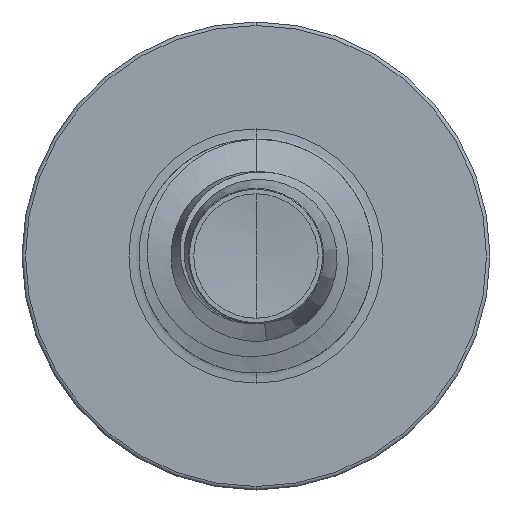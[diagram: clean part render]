
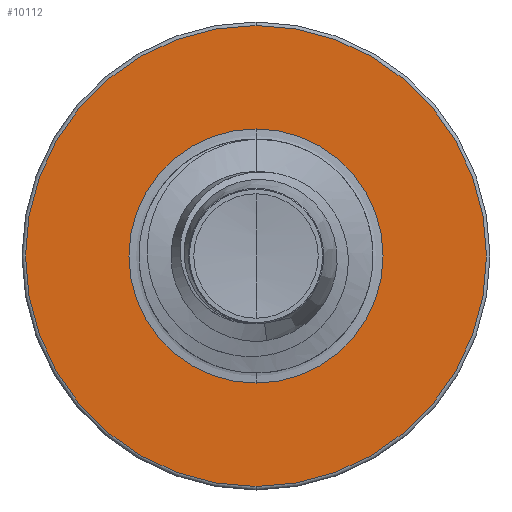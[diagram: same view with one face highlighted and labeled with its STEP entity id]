
A CAD part, front view. The second image highlights one B-rep face of the part: STEP entity #10112.
In plain terms, the highlighted planar face has unit normal (0, -1, 0).
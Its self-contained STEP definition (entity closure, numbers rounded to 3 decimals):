
#120 = DIRECTION ( 'NONE',  ( 0., 1., 0. ) ) ;
#121 = DIRECTION ( 'NONE',  ( 0., 0., 1. ) ) ;
#146 = DIRECTION ( 'NONE',  ( 0., 1., 0. ) ) ;
#153 = CARTESIAN_POINT ( 'NONE',  ( 0., 4., 0. ) ) ;
#219 = DIRECTION ( 'NONE',  ( 0., 0., 1. ) ) ;
#421 = CARTESIAN_POINT ( 'NONE',  ( 0., 4., 1.97 ) ) ;
#692 = CARTESIAN_POINT ( 'NONE',  ( 0., 4., 0. ) ) ;
#892 = FACE_OUTER_BOUND ( 'NONE', #8657, .T. ) ;
#899 = CARTESIAN_POINT ( 'NONE',  ( 0., 4., -1.086 ) ) ;
#967 = DIRECTION ( 'NONE',  ( 0., 0., 1. ) ) ;
#989 = DIRECTION ( 'NONE',  ( 0., 1., 0. ) ) ;
#1069 = CARTESIAN_POINT ( 'NONE',  ( 0., 4., -1.086 ) ) ;
#2145 = EDGE_CURVE ( 'NONE', #13106, #3813, #11790, .T. ) ;
#2243 = AXIS2_PLACEMENT_3D ( 'NONE', #2766, #10846, #4193 ) ;
#2565 = AXIS2_PLACEMENT_3D ( 'NONE', #692, #120, #219 ) ;
#2766 = CARTESIAN_POINT ( 'NONE',  ( 0., 4., 0. ) ) ;
#3137 = EDGE_CURVE ( 'NONE', #11812, #3802, #13049, .T. ) ;
#3764 = EDGE_CURVE ( 'NONE', #3802, #11812, #8369, .T. ) ;
#3802 = VERTEX_POINT ( 'NONE', #899 ) ;
#3813 = VERTEX_POINT ( 'NONE', #421 ) ;
#4193 = DIRECTION ( 'NONE',  ( 0., 0., 1. ) ) ;
#6475 = DIRECTION ( 'NONE',  ( 0., 0., 1. ) ) ;
#6512 = DIRECTION ( 'NONE',  ( 0., 1., 0. ) ) ;
#6524 = ORIENTED_EDGE ( 'NONE', *, *, #13157, .F. ) ;
#6534 = CARTESIAN_POINT ( 'NONE',  ( 0., 4., 0. ) ) ;
#6902 = ORIENTED_EDGE ( 'NONE', *, *, #3764, .T. ) ;
#7859 = AXIS2_PLACEMENT_3D ( 'NONE', #6534, #6512, #6475 ) ;
#8283 = PLANE ( 'NONE',  #12116 ) ;
#8369 = CIRCLE ( 'NONE', #2565, 1.086 ) ;
#8657 = EDGE_LOOP ( 'NONE', ( #6524, #9429 ) ) ;
#9429 = ORIENTED_EDGE ( 'NONE', *, *, #2145, .F. ) ;
#9458 = AXIS2_PLACEMENT_3D ( 'NONE', #153, #146, #121 ) ;
#10112 = ADVANCED_FACE ( 'NONE', ( #892, #12435 ), #8283, .F. ) ;
#10449 = CIRCLE ( 'NONE', #2243, 1.97 ) ;
#10846 = DIRECTION ( 'NONE',  ( 0., 1., 0. ) ) ;
#11790 = CIRCLE ( 'NONE', #7859, 1.97 ) ;
#11812 = VERTEX_POINT ( 'NONE', #12136 ) ;
#11953 = EDGE_LOOP ( 'NONE', ( #13080, #6902 ) ) ;
#12116 = AXIS2_PLACEMENT_3D ( 'NONE', #1069, #989, #967 ) ;
#12136 = CARTESIAN_POINT ( 'NONE',  ( 0., 4., 1.086 ) ) ;
#12435 = FACE_BOUND ( 'NONE', #11953, .T. ) ;
#12773 = CARTESIAN_POINT ( 'NONE',  ( 0., 4., -1.97 ) ) ;
#13049 = CIRCLE ( 'NONE', #9458, 1.086 ) ;
#13080 = ORIENTED_EDGE ( 'NONE', *, *, #3137, .T. ) ;
#13106 = VERTEX_POINT ( 'NONE', #12773 ) ;
#13157 = EDGE_CURVE ( 'NONE', #3813, #13106, #10449, .T. ) ;
